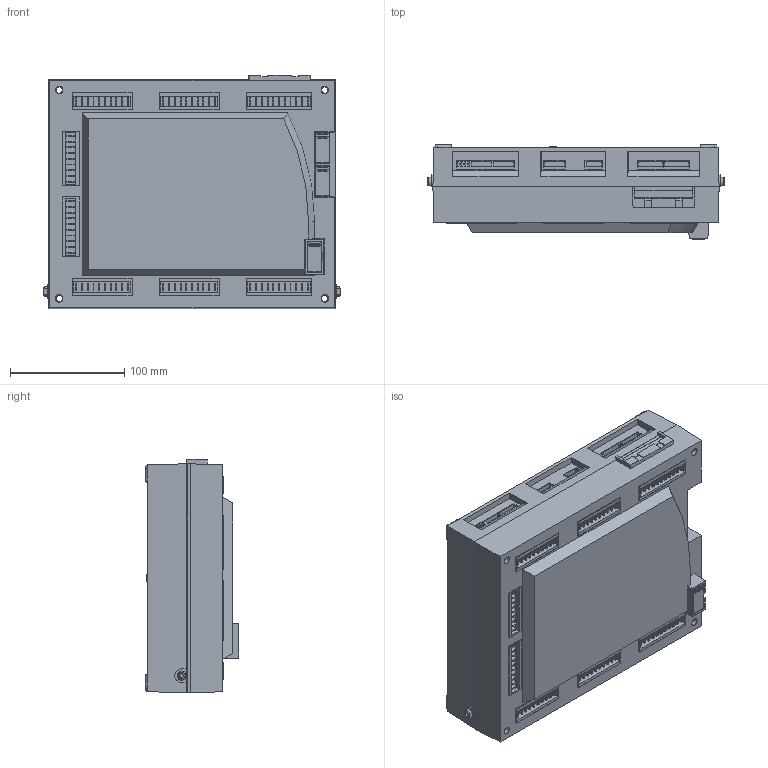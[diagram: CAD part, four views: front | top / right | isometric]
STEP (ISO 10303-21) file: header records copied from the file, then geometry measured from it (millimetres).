
FILE_DESCRIPTION(/* description */ ('Step214-Parts for PM'),/* implementation_level */ '2;1');
FILE_NAME(/* name */ 'LMV52_.stp',/* time_stamp */ '2016-02-22T13:05:37+01:00',/* author */ ('EMC'),/* organization */ ('Siemens'),/* preprocessor_version */ 'ST-DEVELOPER v15',/* originating_system */ 'SIEMENS PLM Software NX 8.5',/* authorisation */ 'EMC/PM');
FILE_SCHEMA (('AUTOMOTIVE_DESIGN { 1 0 10303 214 3 1 1 1 }'));
Length unit declared in the file: millimetre
Products named in the file (1): Volc0F20AD4Cxw6q
Bounding box: 260 x 82.1 x 204.07 mm (x, y, z)
Volume: 3399426.1 mm3; surface area: 196934.5 mm2
Topology: 1 solids, 1 shells, 1243 faces, 2927 edges, 1833 vertices
Faces by surface type: plane 1166, cylinder 58, bspline 16, cone 3
Full cylindrical faces by diameter (mm): 3 x1, 3.5 x2, 5.5 x4, 6 x1, 6.5 x4
Entity records: 41426 total; most frequent: CARTESIAN_POINT 6385, ORIENTED_EDGE 5828, DIRECTION 5453, EDGE_CURVE 2914, LINE 2741, VECTOR 2741, VERTEX_POINT 1832, EDGE_LOOP 1416
